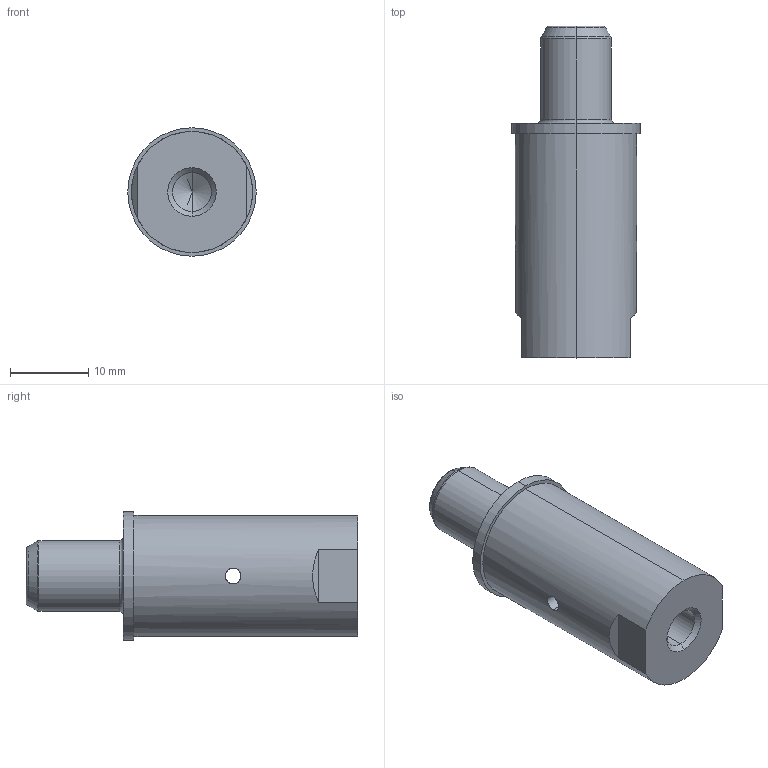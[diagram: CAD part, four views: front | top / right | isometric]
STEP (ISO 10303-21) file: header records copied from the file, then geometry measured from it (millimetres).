
FILE_DESCRIPTION (( 'STEP AP203' ), '1' );
FILE_NAME ('9104-07215-02104-RM_COPY.STEP', '2019-07-24T22:50:29', ( '' ), ( '' ), 'SwSTEP 2.0', 'SolidWorks 2018', '' );
FILE_SCHEMA (( 'CONFIG_CONTROL_DESIGN' ));
Length unit declared in the file: millimetre
Products named in the file (1): 9104-07215-02104-RM_COPY
Bounding box: 16.44 x 42.5 x 16.44 mm (x, y, z)
Volume: 6071.1 mm3; surface area: 2530.9 mm2
Topology: 1 solids, 1 shells, 32 faces, 72 edges, 43 vertices
Faces by surface type: cylinder 12, plane 8, cone 6, torus 6
Entity records: 1085 total; most frequent: CARTESIAN_POINT 288, DIRECTION 160, ORIENTED_EDGE 140, EDGE_CURVE 70, AXIS2_PLACEMENT_3D 67, VERTEX_POINT 43, EDGE_LOOP 39, CIRCLE 34
